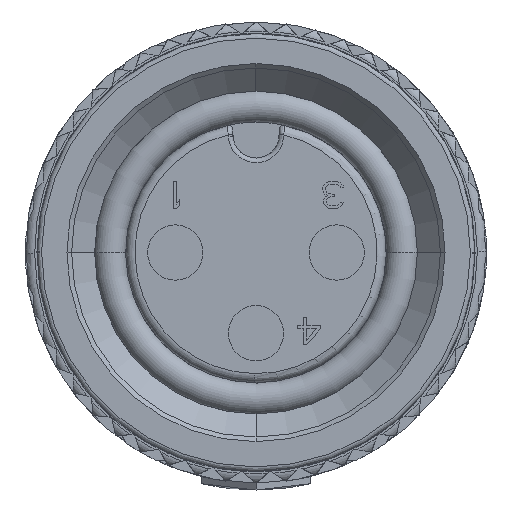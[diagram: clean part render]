
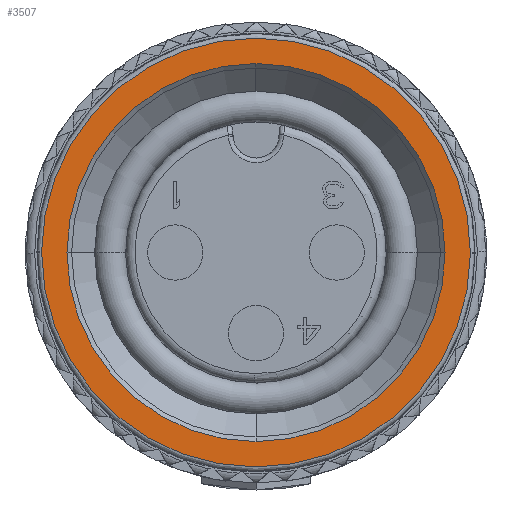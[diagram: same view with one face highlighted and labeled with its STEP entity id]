
A CAD part, front view. The second image highlights one B-rep face of the part: STEP entity #3507.
In plain terms, the highlighted planar face has unit normal (0, -1, 0).
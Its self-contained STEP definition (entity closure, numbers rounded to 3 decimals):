
#3507=ADVANCED_FACE('',(#8181,#8182),#8183,.T.);
#3525=EDGE_CURVE('',#8210,#8207,#8211,.T.);
#3529=EDGE_CURVE('',#8207,#8216,#8217,.T.);
#3537=EDGE_CURVE('',#8229,#8230,#8231,.T.);
#3543=EDGE_CURVE('',#8239,#8240,#8241,.T.);
#5649=EDGE_CURVE('',#8240,#8229,#11005,.T.);
#5651=EDGE_CURVE('',#8230,#8239,#11007,.T.);
#5661=EDGE_CURVE('',#11018,#8210,#11019,.T.);
#5663=EDGE_CURVE('',#8216,#11018,#11021,.T.);
#8181=FACE_OUTER_BOUND('',#48256,.T.);
#8182=FACE_BOUND('',#48257,.T.);
#8183=PLANE('',#48258);
#8207=VERTEX_POINT('',#48286);
#8210=VERTEX_POINT('',#48291);
#8211=CIRCLE('',#48292,4.1);
#8216=VERTEX_POINT('',#48299);
#8217=CIRCLE('',#48300,4.1);
#8229=VERTEX_POINT('',#48316);
#8230=VERTEX_POINT('',#48317);
#8231=CIRCLE('',#48318,4.65);
#8239=VERTEX_POINT('',#48329);
#8240=VERTEX_POINT('',#48330);
#8241=CIRCLE('',#48331,4.65);
#11005=CIRCLE('',#55023,4.65);
#11007=CIRCLE('',#55026,4.65);
#11018=VERTEX_POINT('',#55044);
#11019=CIRCLE('',#55045,4.1);
#11021=CIRCLE('',#55048,4.1);
#48256=EDGE_LOOP('',(#68640,#68641,#68642,#68643));
#48257=EDGE_LOOP('',(#68644,#68645,#68646,#68647));
#48258=AXIS2_PLACEMENT_3D('',#68648,#68649,#68650);
#48286=CARTESIAN_POINT('',(4.1,-8.5,0.0));
#48291=CARTESIAN_POINT('',(0.,-8.5,4.1));
#48292=AXIS2_PLACEMENT_3D('',#68698,#68699,#68700);
#48299=CARTESIAN_POINT('',(0.,-8.5,-4.1));
#48300=AXIS2_PLACEMENT_3D('',#68704,#68705,#68706);
#48316=CARTESIAN_POINT('',(4.65,-8.5,0.0));
#48317=CARTESIAN_POINT('',(-4.65,-8.5,0.024));
#48318=AXIS2_PLACEMENT_3D('',#68716,#68717,#68718);
#48329=CARTESIAN_POINT('',(-4.65,-8.5,0.0));
#48330=CARTESIAN_POINT('',(4.65,-8.5,-0.024));
#48331=AXIS2_PLACEMENT_3D('',#68725,#68726,#68727);
#55023=AXIS2_PLACEMENT_3D('',#70248,#70249,#70250);
#55026=AXIS2_PLACEMENT_3D('',#70251,#70252,#70253);
#55044=CARTESIAN_POINT('',(-4.1,-8.5,0.0));
#55045=AXIS2_PLACEMENT_3D('',#70262,#70263,#70264);
#55048=AXIS2_PLACEMENT_3D('',#70265,#70266,#70267);
#68640=ORIENTED_EDGE('',*,*,#3537,.T.);
#68641=ORIENTED_EDGE('',*,*,#5651,.T.);
#68642=ORIENTED_EDGE('',*,*,#3543,.T.);
#68643=ORIENTED_EDGE('',*,*,#5649,.T.);
#68644=ORIENTED_EDGE('',*,*,#5661,.T.);
#68645=ORIENTED_EDGE('',*,*,#3525,.T.);
#68646=ORIENTED_EDGE('',*,*,#3529,.T.);
#68647=ORIENTED_EDGE('',*,*,#5663,.T.);
#68648=CARTESIAN_POINT('',(0.0,-8.5,0.0));
#68649=DIRECTION('',(0.0,-1.0,0.0));
#68650=DIRECTION('',(0.0,0.0,-1.0));
#68698=CARTESIAN_POINT('',(0.0,-8.5,0.0));
#68699=DIRECTION('',(0.0,1.0,0.0));
#68700=DIRECTION('',(-1.0,0.0,0.0));
#68704=CARTESIAN_POINT('',(0.0,-8.5,0.0));
#68705=DIRECTION('',(-0.0,1.0,0.0));
#68706=DIRECTION('',(1.0,0.0,0.0));
#68716=CARTESIAN_POINT('',(0.0,-8.5,0.0));
#68717=DIRECTION('',(0.0,-1.0,0.0));
#68718=DIRECTION('',(1.0,0.0,0.0));
#68725=CARTESIAN_POINT('',(0.0,-8.5,0.0));
#68726=DIRECTION('',(0.0,-1.0,0.0));
#68727=DIRECTION('',(-1.0,0.0,0.0));
#70248=CARTESIAN_POINT('',(0.0,-8.5,0.0));
#70249=DIRECTION('',(0.0,-1.0,0.0));
#70250=DIRECTION('',(-1.0,0.0,0.0));
#70251=CARTESIAN_POINT('',(0.0,-8.5,0.0));
#70252=DIRECTION('',(0.0,-1.0,0.0));
#70253=DIRECTION('',(1.0,0.0,0.0));
#70262=CARTESIAN_POINT('',(0.0,-8.5,0.0));
#70263=DIRECTION('',(0.0,1.0,0.0));
#70264=DIRECTION('',(-1.0,0.0,0.0));
#70265=CARTESIAN_POINT('',(0.0,-8.5,0.0));
#70266=DIRECTION('',(-0.0,1.0,0.0));
#70267=DIRECTION('',(1.0,0.0,0.0));
